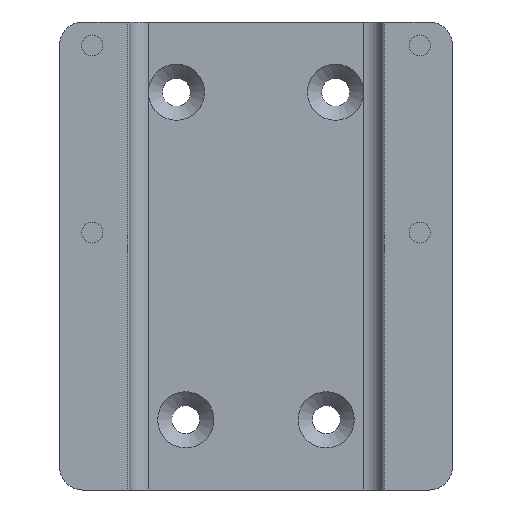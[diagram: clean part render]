
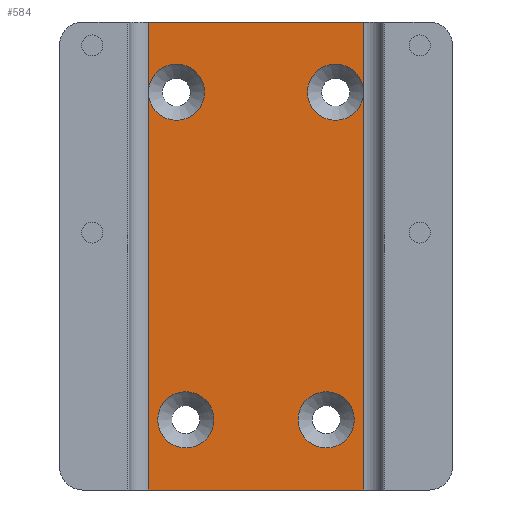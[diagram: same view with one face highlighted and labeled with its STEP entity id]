
A CAD part, front view. The second image highlights one B-rep face of the part: STEP entity #584.
In plain terms, the highlighted planar face has unit normal (0, -1, 0).
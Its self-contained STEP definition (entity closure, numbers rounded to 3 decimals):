
#15=FACE_BOUND('',#188,.T.);
#16=FACE_BOUND('',#189,.T.);
#41=LINE('',#957,#87);
#42=LINE('',#958,#88);
#43=LINE('',#960,#89);
#44=LINE('',#962,#90);
#45=LINE('',#963,#91);
#46=LINE('',#964,#92);
#87=VECTOR('',#783,1.);
#88=VECTOR('',#784,1.);
#89=VECTOR('',#785,1.);
#90=VECTOR('',#786,1.);
#91=VECTOR('',#787,1.);
#92=VECTOR('',#788,1.);
#153=FACE_OUTER_BOUND('',#187,.T.);
#187=EDGE_LOOP('',(#441,#442,#443,#444,#445,#446,#447,#448,#449));
#188=EDGE_LOOP('',(#450));
#189=EDGE_LOOP('',(#451));
#223=CIRCLE('',#639,6.);
#226=CIRCLE('',#644,6.);
#227=CIRCLE('',#645,6.);
#230=CIRCLE('',#650,6.);
#233=CIRCLE('',#655,6.);
#260=VERTEX_POINT('',#913);
#263=VERTEX_POINT('',#923);
#264=VERTEX_POINT('',#924);
#267=VERTEX_POINT('',#935);
#270=VERTEX_POINT('',#945);
#273=VERTEX_POINT('',#955);
#274=VERTEX_POINT('',#956);
#275=VERTEX_POINT('',#959);
#276=VERTEX_POINT('',#961);
#317=EDGE_CURVE('',#260,#260,#223,.T.);
#322=EDGE_CURVE('',#263,#264,#226,.T.);
#323=EDGE_CURVE('',#264,#263,#227,.T.);
#328=EDGE_CURVE('',#267,#267,#230,.T.);
#333=EDGE_CURVE('',#270,#270,#233,.T.);
#338=EDGE_CURVE('',#273,#274,#41,.F.);
#339=EDGE_CURVE('',#267,#273,#42,.T.);
#340=EDGE_CURVE('',#275,#267,#43,.T.);
#341=EDGE_CURVE('',#276,#275,#44,.T.);
#342=EDGE_CURVE('',#276,#263,#45,.T.);
#343=EDGE_CURVE('',#263,#274,#46,.T.);
#441=ORIENTED_EDGE('',*,*,#338,.F.);
#442=ORIENTED_EDGE('',*,*,#339,.F.);
#443=ORIENTED_EDGE('',*,*,#328,.T.);
#444=ORIENTED_EDGE('',*,*,#340,.F.);
#445=ORIENTED_EDGE('',*,*,#341,.F.);
#446=ORIENTED_EDGE('',*,*,#342,.T.);
#447=ORIENTED_EDGE('',*,*,#322,.T.);
#448=ORIENTED_EDGE('',*,*,#323,.T.);
#449=ORIENTED_EDGE('',*,*,#343,.T.);
#450=ORIENTED_EDGE('',*,*,#333,.T.);
#451=ORIENTED_EDGE('',*,*,#317,.T.);
#558=PLANE('',#659);
#584=ADVANCED_FACE('',(#153,#15,#16),#558,.T.);
#639=AXIS2_PLACEMENT_3D('',#914,#733,#734);
#644=AXIS2_PLACEMENT_3D('',#925,#745,#746);
#645=AXIS2_PLACEMENT_3D('',#926,#747,#748);
#650=AXIS2_PLACEMENT_3D('',#936,#759,#760);
#655=AXIS2_PLACEMENT_3D('',#946,#771,#772);
#659=AXIS2_PLACEMENT_3D('',#954,#781,#782);
#733=DIRECTION('center_axis',(0.,1.,0.));
#734=DIRECTION('ref_axis',(1.,0.,0.));
#745=DIRECTION('center_axis',(0.,1.,0.));
#746=DIRECTION('ref_axis',(1.,0.,0.));
#747=DIRECTION('center_axis',(0.,1.,0.));
#748=DIRECTION('ref_axis',(1.,0.,0.));
#759=DIRECTION('center_axis',(0.,1.,0.));
#760=DIRECTION('ref_axis',(1.,0.,0.));
#771=DIRECTION('center_axis',(0.,1.,0.));
#772=DIRECTION('ref_axis',(1.,0.,0.));
#781=DIRECTION('center_axis',(0.,-1.,0.));
#782=DIRECTION('ref_axis',(1.,0.,0.));
#783=DIRECTION('',(-1.,0.,0.));
#784=DIRECTION('',(0.,0.,1.));
#785=DIRECTION('',(0.,0.,1.));
#786=DIRECTION('',(-1.,0.,0.));
#787=DIRECTION('',(0.,0.,1.));
#788=DIRECTION('',(0.,0.,1.));
#913=CARTESIAN_POINT('',(-21.,11.5,-20.57));
#914=CARTESIAN_POINT('Origin',(-15.,11.5,-20.57));
#923=CARTESIAN_POINT('',(23.,11.5,49.43));
#924=CARTESIAN_POINT('',(11.,11.5,49.43));
#925=CARTESIAN_POINT('Origin',(17.,11.5,49.43));
#926=CARTESIAN_POINT('Origin',(17.,11.5,49.43));
#935=CARTESIAN_POINT('',(-23.,11.5,49.43));
#936=CARTESIAN_POINT('Origin',(-17.,11.5,49.43));
#945=CARTESIAN_POINT('',(9.,11.5,-20.57));
#946=CARTESIAN_POINT('Origin',(15.,11.5,-20.57));
#954=CARTESIAN_POINT('Origin',(0.,11.5,14.43));
#955=CARTESIAN_POINT('',(-23.,11.5,64.43));
#956=CARTESIAN_POINT('',(23.,11.5,64.43));
#957=CARTESIAN_POINT('',(-11.5,11.5,64.43));
#958=CARTESIAN_POINT('',(-23.,11.5,14.43));
#959=CARTESIAN_POINT('',(-23.,11.5,-35.57));
#960=CARTESIAN_POINT('',(-23.,11.5,14.43));
#961=CARTESIAN_POINT('',(23.,11.5,-35.57));
#962=CARTESIAN_POINT('',(-11.5,11.5,-35.57));
#963=CARTESIAN_POINT('',(23.,11.5,14.43));
#964=CARTESIAN_POINT('',(23.,11.5,14.43));
